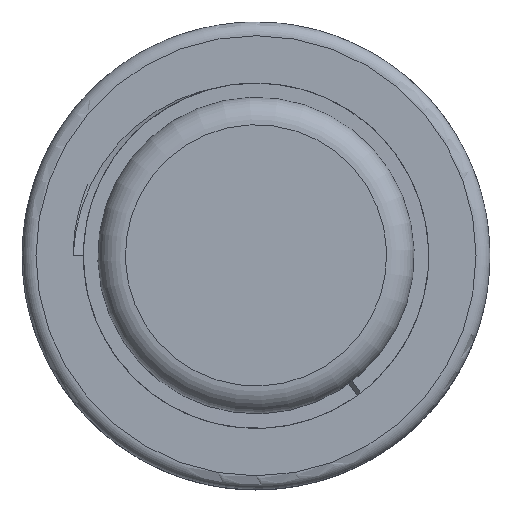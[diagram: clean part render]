
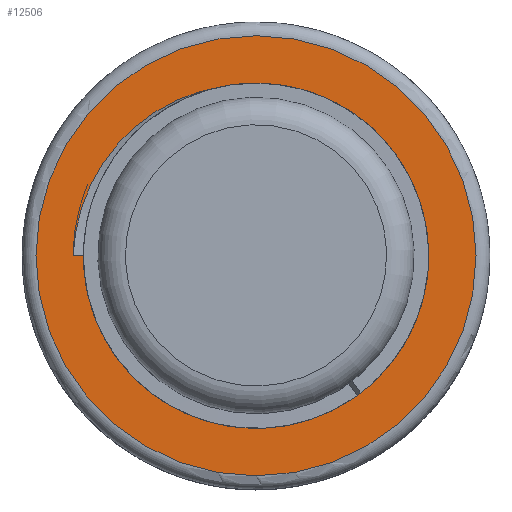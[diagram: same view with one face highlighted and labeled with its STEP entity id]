
A CAD part, top view. The second image highlights one B-rep face of the part: STEP entity #12506.
In plain terms, the highlighted planar face has unit normal (0, 0, 1).
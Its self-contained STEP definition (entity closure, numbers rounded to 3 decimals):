
#1953=FACE_BOUND($,#3391,.T.);
#1954=FACE_BOUND($,#3392,.T.);
#1955=FACE_BOUND($,#3393,.T.);
#2022=PLANE($,#13252);
#3391=EDGE_LOOP($,(#8663,#8664,#8665));
#3392=EDGE_LOOP($,(#8666));
#3393=EDGE_LOOP($,(#8667));
#4151=LINE($,#19926,#4756);
#4756=VECTOR($,#15218,1.);
#5369=B_SPLINE_CURVE_WITH_KNOTS($,3,(#21079,#21080,#21081,#21082,#21083,
#21084,#21085,#21086,#21087,#21088,#21089,#21090,#21091),.UNSPECIFIED.,
 .F.,.F.,(4,3,3,3,4),(0.,0.656,1.299,1.928,
2.332),.UNSPECIFIED.);
#5381=CIRCLE($,#13215,12.3);
#5392=CIRCLE($,#13238,11.5);
#5399=CIRCLE($,#13253,16.);
#5453=VERTEX_POINT($,#19862);
#5454=VERTEX_POINT($,#19864);
#5455=VERTEX_POINT($,#19925);
#5477=VERTEX_POINT($,#21565);
#5484=VERTEX_POINT($,#21587);
#6688=EDGE_CURVE($,#5454,#5453,#5381,.T.);
#6690=EDGE_CURVE($,#5453,#5455,#4151,.T.);
#6699=EDGE_CURVE($,#5455,#5454,#5369,.T.);
#6722=EDGE_CURVE($,#5477,#5477,#5392,.T.);
#6729=EDGE_CURVE($,#5484,#5484,#5399,.T.);
#8663=ORIENTED_EDGE($,*,*,#6699,.T.);
#8664=ORIENTED_EDGE($,*,*,#6688,.T.);
#8665=ORIENTED_EDGE($,*,*,#6690,.T.);
#8666=ORIENTED_EDGE($,*,*,#6722,.T.);
#8667=ORIENTED_EDGE($,*,*,#6729,.F.);
#12506=ADVANCED_FACE($,(#1953,#1954,#1955),#2022,.F.);
#13215=AXIS2_PLACEMENT_3D($,#19865,#15214,#15215);
#13238=AXIS2_PLACEMENT_3D($,#21566,#15264,#15265);
#13252=AXIS2_PLACEMENT_3D($,#21586,#15292,#15293);
#13253=AXIS2_PLACEMENT_3D($,#21588,#15294,#15295);
#15214=DIRECTION('center_axis',(0.,0.,1.));
#15215=DIRECTION('ref_axis',(-1.,0.,0.));
#15218=DIRECTION($,(-1.,0.,0.));
#15264=DIRECTION('center_axis',(0.,0.,-1.));
#15265=DIRECTION('ref_axis',(0.991,-0.136,0.));
#15292=DIRECTION('center_axis',(0.,0.,-1.));
#15293=DIRECTION('ref_axis',(-1.,0.,0.));
#15294=DIRECTION('center_axis',(0.,0.,-1.));
#15295=DIRECTION('ref_axis',(-1.,0.,0.));
#19862=CARTESIAN_POINT('',(-12.3,0.,0.));
#19864=CARTESIAN_POINT('',(2.96,11.939,0.));
#19865=CARTESIAN_POINT('Origin',(0.,0.,0.));
#19925=CARTESIAN_POINT('',(-13.3,0.,0.));
#19926=CARTESIAN_POINT($,(-6.317,0.,0.));
#21079=CARTESIAN_POINT('Ctrl Pts',(-13.3,0.,0.));
#21080=CARTESIAN_POINT('Ctrl Pts',(-13.209,2.185,0.));
#21081=CARTESIAN_POINT('Ctrl Pts',(-12.572,4.336,0.));
#21082=CARTESIAN_POINT('Ctrl Pts',(-11.455,6.204,0.));
#21083=CARTESIAN_POINT('Ctrl Pts',(-10.361,8.036,0.));
#21084=CARTESIAN_POINT('Ctrl Pts',(-8.802,9.595,0.));
#21085=CARTESIAN_POINT('Ctrl Pts',(-6.968,10.682,0.));
#21086=CARTESIAN_POINT('Ctrl Pts',(-5.175,11.744,0.));
#21087=CARTESIAN_POINT('Ctrl Pts',(-3.11,12.36,0.));
#21088=CARTESIAN_POINT('Ctrl Pts',(-1.018,12.438,0.));
#21089=CARTESIAN_POINT('Ctrl Pts',(0.326,12.489,0.));
#21090=CARTESIAN_POINT('Ctrl Pts',(1.67,12.319,0.));
#21091=CARTESIAN_POINT('Ctrl Pts',(2.96,11.938,0.));
#21565=CARTESIAN_POINT('',(-11.393,1.566,0.));
#21566=CARTESIAN_POINT('Origin',(0.,0.,0.));
#21586=CARTESIAN_POINT('Origin',(0.,0.,0.));
#21587=CARTESIAN_POINT('',(16.,0.,0.));
#21588=CARTESIAN_POINT('Origin',(0.,0.,0.));
